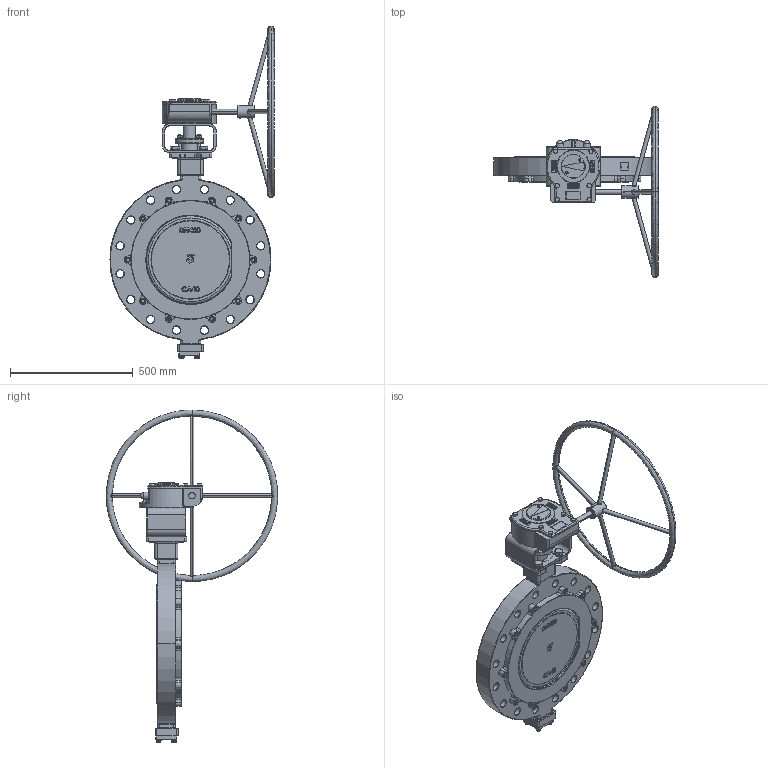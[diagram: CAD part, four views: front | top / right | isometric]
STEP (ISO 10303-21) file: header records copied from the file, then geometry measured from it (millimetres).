
FILE_DESCRIPTION(('HOOPS Exchange Step'),'2;1');
FILE_NAME('AK12_DN400_PN40_Getriebe.stp','2024-11-22T11:26:43+01:00',('nieru'),('Unknown organisation'),'HOOPS Exchange 2024.2','HOOPS Exchange','Unknown authorisation');
FILE_SCHEMA( ('AP203_CONFIGURATION_CONTROLLED_3D_DESIGN_OF_MECHANICAL_PARTS_AND_ASSEMBLIES_MIM_LF') );
Length unit declared in the file: millimetre
Products named in the file (12): 0; root
Assembly tree (11 placements, depth 4):
  root
    0
      0
      0
    0
      0
      0
      0
      0
      0
      0
        0
Bounding box: 669.7 x 698.4 x 1354.6 mm (x, y, z)
Volume: 31078221.5 mm3; surface area: 2421267.8 mm2
Topology: 77 solids, 80 shells, 3022 faces, 7229 edges, 4419 vertices
Faces by surface type: bspline 837, plane 830, cylinder 809, torus 305, cone 197, extrusion 25, sphere 19
Full cylindrical faces by diameter (mm): 5 x3, 12 x3, 13.5 x3, 16 x6, 17.5 x2, 18 x8, 20 x10, 21.1 x4, 22 x4, 24 x3, 30 x2, 32 x16, 33.6 x4, 41.371 x4, 50.837 x1, 51.513 x1, 55 x1, 71.94 x1, 115 x1, 120 x1, 364 x1, 368.677 x2, 486 x1
Entity records: 272563 total; most frequent: CARTESIAN_POINT 206409, ORIENTED_EDGE 14346, DIRECTION 12322, EDGE_CURVE 7173, AXIS2_PLACEMENT_3D 4910, VERTEX_POINT 4421, EDGE_LOOP 3246, FACE_BOUND 3246
